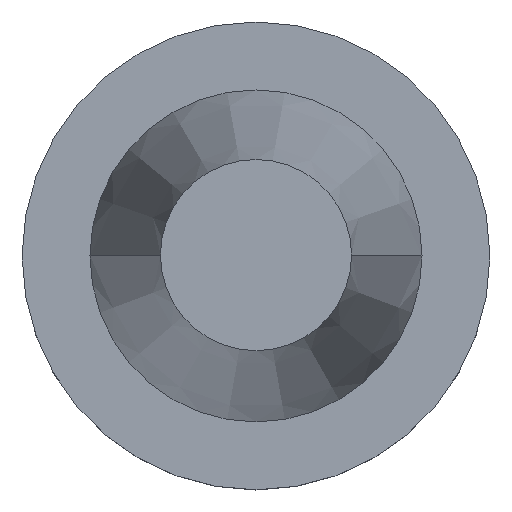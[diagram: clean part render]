
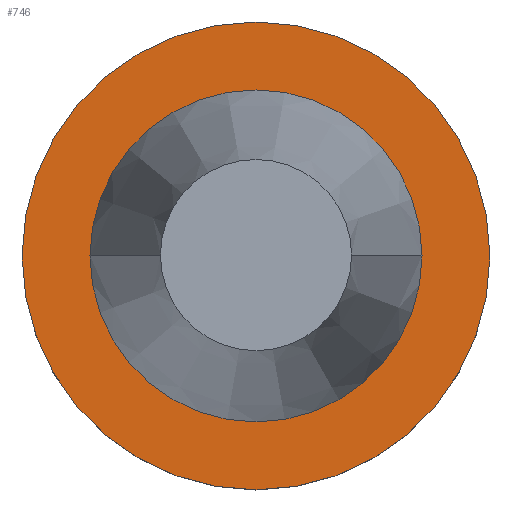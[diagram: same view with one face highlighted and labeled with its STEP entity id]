
A CAD part, top view. The second image highlights one B-rep face of the part: STEP entity #746.
In plain terms, the highlighted planar face has unit normal (0, 0, 1).
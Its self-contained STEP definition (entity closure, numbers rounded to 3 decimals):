
#6 = DIRECTION ( 'NONE',  ( 0., 0., 1. ) ) ;
#62 = AXIS2_PLACEMENT_3D ( 'NONE', #846, #1000, #314 ) ;
#103 = CARTESIAN_POINT ( 'NONE',  ( -34.925, 0., -1.5 ) ) ;
#116 = AXIS2_PLACEMENT_3D ( 'NONE', #306, #652, #939 ) ;
#149 = AXIS2_PLACEMENT_3D ( 'NONE', #461, #6, #150 ) ;
#150 = DIRECTION ( 'NONE',  ( 1., 0., 0. ) ) ;
#166 = CIRCLE ( 'NONE', #994, 49.215 ) ;
#176 = EDGE_CURVE ( 'NONE', #444, #386, #464, .T. ) ;
#201 = EDGE_CURVE ( 'NONE', #205, #258, #313, .T. ) ;
#205 = VERTEX_POINT ( 'NONE', #457 ) ;
#258 = VERTEX_POINT ( 'NONE', #475 ) ;
#261 = EDGE_CURVE ( 'NONE', #386, #444, #816, .T. ) ;
#262 = EDGE_LOOP ( 'NONE', ( #923, #715 ) ) ;
#306 = CARTESIAN_POINT ( 'NONE',  ( 0., 49.215, -1.5 ) ) ;
#313 = CIRCLE ( 'NONE', #345, 49.215 ) ;
#314 = DIRECTION ( 'NONE',  ( 1., 0., 0. ) ) ;
#323 = EDGE_CURVE ( 'NONE', #258, #205, #166, .T. ) ;
#345 = AXIS2_PLACEMENT_3D ( 'NONE', #553, #781, #611 ) ;
#355 = CARTESIAN_POINT ( 'NONE',  ( 34.925, 0., -1.5 ) ) ;
#386 = VERTEX_POINT ( 'NONE', #103 ) ;
#388 = FACE_BOUND ( 'NONE', #262, .T. ) ;
#444 = VERTEX_POINT ( 'NONE', #355 ) ;
#457 = CARTESIAN_POINT ( 'NONE',  ( -49.215, 0., -1.5 ) ) ;
#461 = CARTESIAN_POINT ( 'NONE',  ( 0., 0., -1.5 ) ) ;
#464 = CIRCLE ( 'NONE', #62, 34.925 ) ;
#475 = CARTESIAN_POINT ( 'NONE',  ( 49.215, 0., -1.5 ) ) ;
#538 = EDGE_LOOP ( 'NONE', ( #830, #543 ) ) ;
#543 = ORIENTED_EDGE ( 'NONE', *, *, #201, .T. ) ;
#553 = CARTESIAN_POINT ( 'NONE',  ( 0., 0., -1.5 ) ) ;
#557 = DIRECTION ( 'NONE',  ( 0., 0., 1. ) ) ;
#611 = DIRECTION ( 'NONE',  ( 1., 0., 0. ) ) ;
#626 = PLANE ( 'NONE',  #116 ) ;
#652 = DIRECTION ( 'NONE',  ( 0., 0., -1. ) ) ;
#697 = CARTESIAN_POINT ( 'NONE',  ( 0., 0., -1.5 ) ) ;
#701 = FACE_OUTER_BOUND ( 'NONE', #538, .T. ) ;
#715 = ORIENTED_EDGE ( 'NONE', *, *, #261, .F. ) ;
#746 = ADVANCED_FACE ( 'NONE', ( #388, #701 ), #626, .F. ) ;
#781 = DIRECTION ( 'NONE',  ( 0., 0., 1. ) ) ;
#816 = CIRCLE ( 'NONE', #149, 34.925 ) ;
#830 = ORIENTED_EDGE ( 'NONE', *, *, #323, .T. ) ;
#846 = CARTESIAN_POINT ( 'NONE',  ( 0., 0., -1.5 ) ) ;
#923 = ORIENTED_EDGE ( 'NONE', *, *, #176, .F. ) ;
#939 = DIRECTION ( 'NONE',  ( -1., 0., 0. ) ) ;
#961 = DIRECTION ( 'NONE',  ( 1., 0., 0. ) ) ;
#994 = AXIS2_PLACEMENT_3D ( 'NONE', #697, #557, #961 ) ;
#1000 = DIRECTION ( 'NONE',  ( 0., 0., 1. ) ) ;
